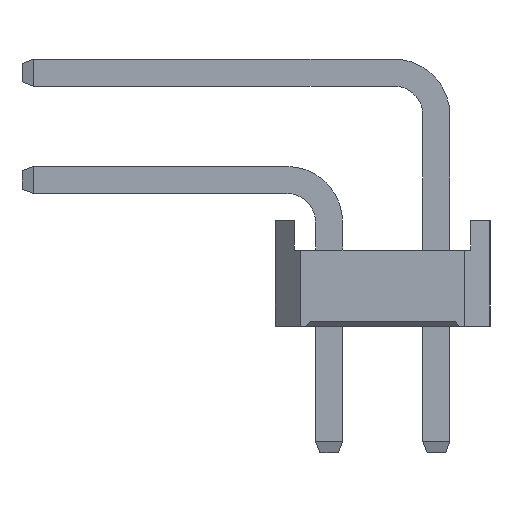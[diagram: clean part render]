
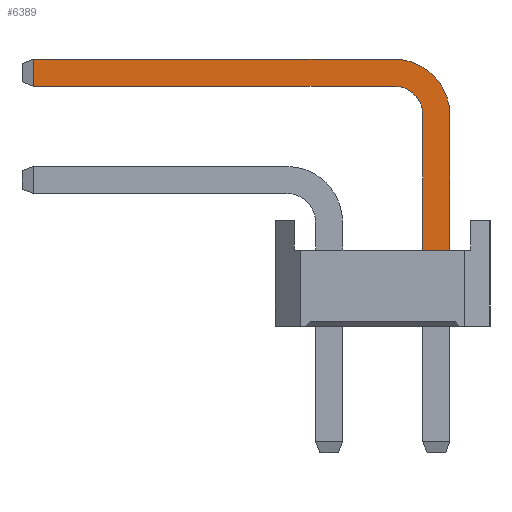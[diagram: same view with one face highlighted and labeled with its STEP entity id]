
A CAD part, left-side view. The second image highlights one B-rep face of the part: STEP entity #6389.
In plain terms, the highlighted planar face has unit normal (-1, 0, 0).
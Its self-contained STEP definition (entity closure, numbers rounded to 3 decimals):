
#6389=ADVANCED_FACE('',(#20731),#20733,.T.);
#20731=FACE_BOUND('',#20732,.T.);
#20732=EDGE_LOOP('',(#32049,#32050,#32051,#32052,#32053,#32054,#32055,#32056));
#20733=PLANE('',#20734);
#20734=AXIS2_PLACEMENT_3D('',#20735,#20736,#20737);
#20735=CARTESIAN_POINT('',(-0.32,-2.22,-3.));
#20736=DIRECTION('',(-1.,0.,0.));
#20737=DIRECTION('',(0.,-1.,0.));
#32049=ORIENTED_EDGE('',*,*,#38970,.F.);
#32050=ORIENTED_EDGE('',*,*,#38971,.F.);
#32051=ORIENTED_EDGE('',*,*,#38972,.F.);
#32052=ORIENTED_EDGE('',*,*,#38973,.F.);
#32053=ORIENTED_EDGE('',*,*,#37155,.T.);
#32054=ORIENTED_EDGE('',*,*,#38969,.T.);
#32055=ORIENTED_EDGE('',*,*,#38974,.T.);
#32056=ORIENTED_EDGE('',*,*,#38975,.T.);
#37155=EDGE_CURVE('',#42230,#42228,#42231,.T.);
#38969=EDGE_CURVE('',#42228,#45094,#45096,.T.);
#38970=EDGE_CURVE('',#45097,#45098,#45099,.T.);
#38971=EDGE_CURVE('',#45100,#45097,#45101,.T.);
#38972=EDGE_CURVE('',#45102,#45100,#45103,.T.);
#38973=EDGE_CURVE('',#42230,#45102,#45104,.T.);
#38974=EDGE_CURVE('',#45094,#45105,#45106,.T.);
#38975=EDGE_CURVE('',#45105,#45098,#45107,.T.);
#42228=VERTEX_POINT('',#50802);
#42230=VERTEX_POINT('',#50806);
#42231=LINE('',#50807,#50808);
#45094=VERTEX_POINT('',#57414);
#45096=LINE('',#57418,#57419);
#45097=VERTEX_POINT('',#57421);
#45098=VERTEX_POINT('',#57422);
#45099=LINE('',#57423,#57424);
#45100=VERTEX_POINT('',#57426);
#45101=LINE('',#57427,#57428);
#45102=VERTEX_POINT('',#57430);
#45103=CIRCLE('',#57431,0.68);
#45104=LINE('',#57435,#57436);
#45105=VERTEX_POINT('',#57438);
#45106=CIRCLE('',#57439,1.32);
#45107=LINE('',#57443,#57444);
#50802=CARTESIAN_POINT('',(-0.32,-2.86,1.8));
#50806=CARTESIAN_POINT('',(-0.32,-2.22,1.8));
#50807=CARTESIAN_POINT('',(-0.32,-2.22,1.8));
#50808=VECTOR('',#50809,1.);
#50809=DIRECTION('',(0.,-1.,0.));
#57414=CARTESIAN_POINT('',(-0.32,-2.86,5.));
#57418=CARTESIAN_POINT('',(-0.32,-2.86,1.8));
#57419=VECTOR('',#57420,1.);
#57420=DIRECTION('',(0.,0.,1.));
#57421=CARTESIAN_POINT('',(-0.32,6.995,5.68));
#57422=CARTESIAN_POINT('',(-0.32,6.995,6.32));
#57423=CARTESIAN_POINT('',(-0.32,6.995,5.68));
#57424=VECTOR('',#57425,1.);
#57425=DIRECTION('',(0.,0.,1.));
#57426=CARTESIAN_POINT('',(-0.32,-1.54,5.68));
#57427=CARTESIAN_POINT('',(-0.32,-1.54,5.68));
#57428=VECTOR('',#57429,1.);
#57429=DIRECTION('',(0.,1.,0.));
#57430=CARTESIAN_POINT('',(-0.32,-2.22,5.));
#57431=AXIS2_PLACEMENT_3D('',#57432,#57433,#57434);
#57432=CARTESIAN_POINT('',(-0.32,-1.54,5.));
#57433=DIRECTION('',(-1.,-0.,0.));
#57434=DIRECTION('',(0.,-1.,0.));
#57435=CARTESIAN_POINT('',(-0.32,-2.22,1.8));
#57436=VECTOR('',#57437,1.);
#57437=DIRECTION('',(0.,0.,1.));
#57438=CARTESIAN_POINT('',(-0.32,-1.54,6.32));
#57439=AXIS2_PLACEMENT_3D('',#57440,#57441,#57442);
#57440=CARTESIAN_POINT('',(-0.32,-1.54,5.));
#57441=DIRECTION('',(-1.,-0.,0.));
#57442=DIRECTION('',(0.,-1.,0.));
#57443=CARTESIAN_POINT('',(-0.32,-1.54,6.32));
#57444=VECTOR('',#57445,1.);
#57445=DIRECTION('',(0.,1.,0.));
